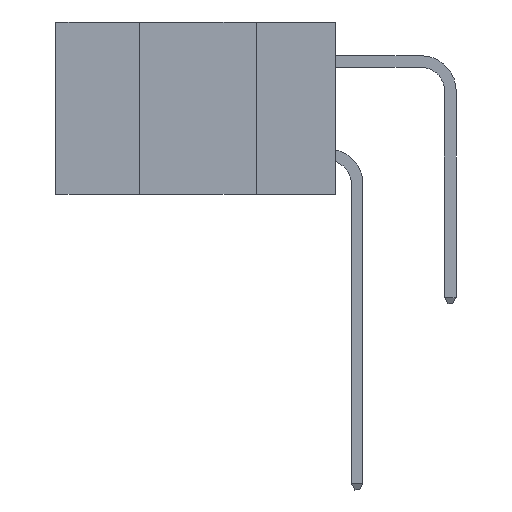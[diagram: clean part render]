
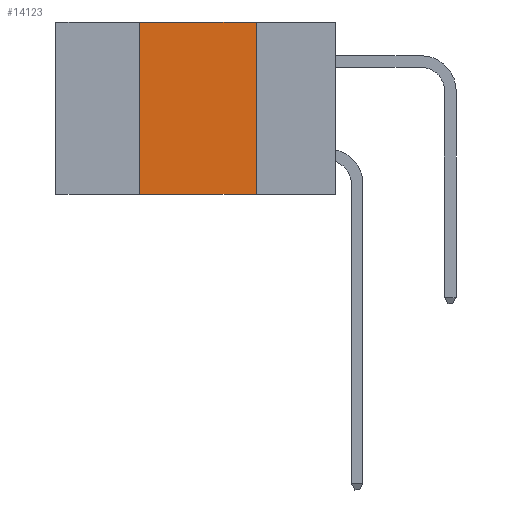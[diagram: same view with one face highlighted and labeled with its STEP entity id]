
A CAD part, left-side view. The second image highlights one B-rep face of the part: STEP entity #14123.
In plain terms, the highlighted planar face has unit normal (-1, 0, 0).
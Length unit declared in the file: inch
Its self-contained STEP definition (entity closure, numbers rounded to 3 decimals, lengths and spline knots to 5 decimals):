
#527 = VERTEX_POINT ( 'NONE', #15698 ) ;
#1142 = CARTESIAN_POINT ( 'NONE',  ( 0., 0.42, -0.37 ) ) ;
#1671 = DIRECTION ( 'NONE',  ( 1., 0., 0. ) ) ;
#1694 = VECTOR ( 'NONE', #8624, 39.37008 ) ;
#2189 = EDGE_CURVE ( 'NONE', #4443, #527, #11592, .T. ) ;
#2359 = ORIENTED_EDGE ( 'NONE', *, *, #15161, .F. ) ;
#2929 = ORIENTED_EDGE ( 'NONE', *, *, #6530, .F. ) ;
#3086 = LINE ( 'NONE', #10498, #6656 ) ;
#3553 = ORIENTED_EDGE ( 'NONE', *, *, #2189, .T. ) ;
#3789 = CARTESIAN_POINT ( 'NONE',  ( 0., 0.6, -0.37 ) ) ;
#4120 = PLANE ( 'NONE',  #15115 ) ;
#4443 = VERTEX_POINT ( 'NONE', #1142 ) ;
#6069 = CARTESIAN_POINT ( 'NONE',  ( 0., 0.42, 0. ) ) ;
#6298 = DIRECTION ( 'NONE',  ( 0., -1., 0. ) ) ;
#6463 = CARTESIAN_POINT ( 'NONE',  ( 0., 0.6, 0. ) ) ;
#6530 = EDGE_CURVE ( 'NONE', #4443, #12686, #14974, .T. ) ;
#6656 = VECTOR ( 'NONE', #9378, 39.37008 ) ;
#7370 = VECTOR ( 'NONE', #6298, 39.37008 ) ;
#7929 = EDGE_LOOP ( 'NONE', ( #16083, #2359, #2929, #3553 ) ) ;
#8624 = DIRECTION ( 'NONE',  ( 0., 0., 1. ) ) ;
#9378 = DIRECTION ( 'NONE',  ( 0., 0., -1. ) ) ;
#10209 = CARTESIAN_POINT ( 'NONE',  ( 0., 0.17, 0. ) ) ;
#10418 = VECTOR ( 'NONE', #12662, 39.37008 ) ;
#10498 = CARTESIAN_POINT ( 'NONE',  ( 0., 0.17, 0. ) ) ;
#10550 = DIRECTION ( 'NONE',  ( 0., 0., -1. ) ) ;
#11265 = VERTEX_POINT ( 'NONE', #10209 ) ;
#11592 = LINE ( 'NONE', #3789, #10418 ) ;
#12234 = EDGE_CURVE ( 'NONE', #11265, #527, #3086, .T. ) ;
#12662 = DIRECTION ( 'NONE',  ( 0., -1., 0. ) ) ;
#12686 = VERTEX_POINT ( 'NONE', #15416 ) ;
#12881 = CARTESIAN_POINT ( 'NONE',  ( 0., 0.6, 0. ) ) ;
#13296 = LINE ( 'NONE', #6463, #7370 ) ;
#14123 = ADVANCED_FACE ( 'NONE', ( #16160 ), #4120, .F. ) ;
#14974 = LINE ( 'NONE', #6069, #1694 ) ;
#15115 = AXIS2_PLACEMENT_3D ( 'NONE', #12881, #1671, #10550 ) ;
#15161 = EDGE_CURVE ( 'NONE', #12686, #11265, #13296, .T. ) ;
#15416 = CARTESIAN_POINT ( 'NONE',  ( 0., 0.42, 0. ) ) ;
#15698 = CARTESIAN_POINT ( 'NONE',  ( 0., 0.17, -0.37 ) ) ;
#16083 = ORIENTED_EDGE ( 'NONE', *, *, #12234, .F. ) ;
#16160 = FACE_OUTER_BOUND ( 'NONE', #7929, .T. ) ;
